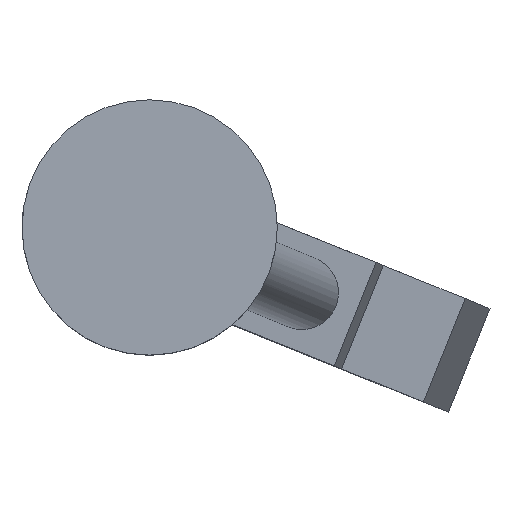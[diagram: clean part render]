
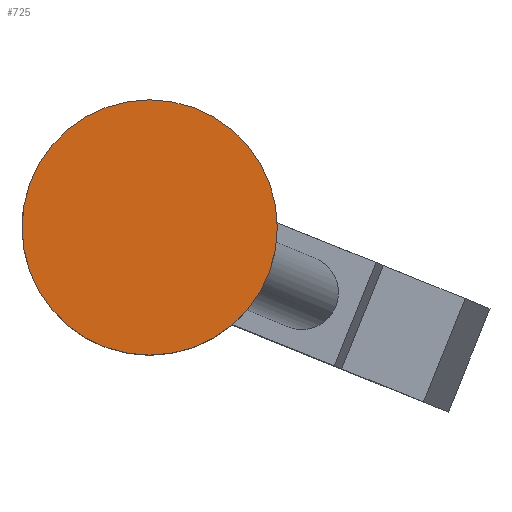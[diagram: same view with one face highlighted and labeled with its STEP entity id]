
A CAD part, top view. The second image highlights one B-rep face of the part: STEP entity #725.
In plain terms, the highlighted planar face has unit normal (0, 0, 1).
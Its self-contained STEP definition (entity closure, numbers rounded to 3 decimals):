
#279=ORIENTED_EDGE('',*,*,#358,.F.);
#358=EDGE_CURVE('',#595,#595,#391,.T.);
#391=CIRCLE('',#868,5.5);
#470=EDGE_LOOP('',(#279));
#502=PLANE('',#870);
#595=VERTEX_POINT('',#1311);
#676=FACE_BOUND('',#470,.T.);
#725=ADVANCED_FACE('',(#676),#502,.T.);
#868=AXIS2_PLACEMENT_3D('',#1310,#1081,#1082);
#870=AXIS2_PLACEMENT_3D('',#1313,#1085,#1086);
#1081=DIRECTION('',(0.,0.,-1.));
#1082=DIRECTION('',(-1.,0.,0.));
#1085=DIRECTION('',(0.,0.,1.));
#1086=DIRECTION('',(1.,0.,0.));
#1310=CARTESIAN_POINT('',(0.,0.,45.5));
#1311=CARTESIAN_POINT('',(-5.5,0.,45.5));
#1313=CARTESIAN_POINT('',(0.,1.588,45.5));
